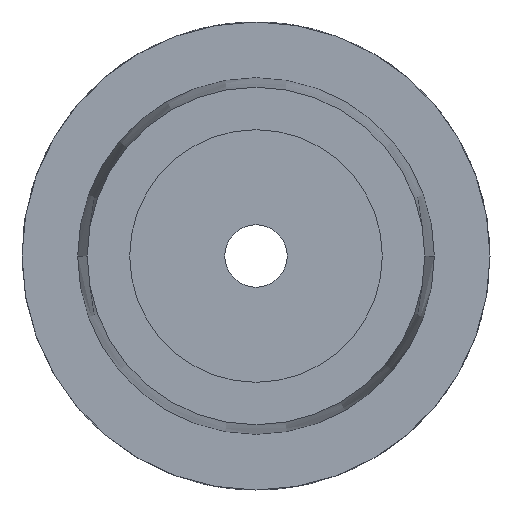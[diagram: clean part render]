
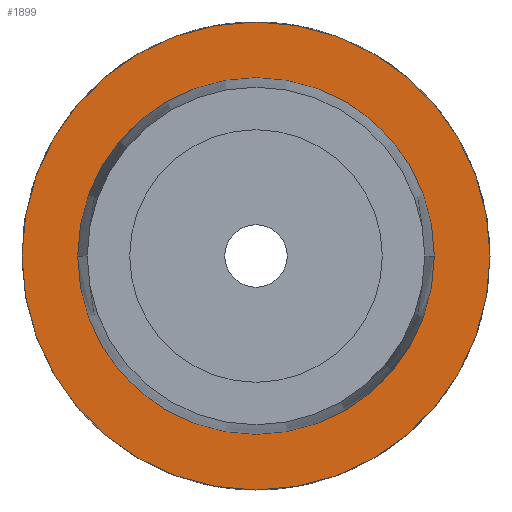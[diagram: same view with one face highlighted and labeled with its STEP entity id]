
A CAD part, left-side view. The second image highlights one B-rep face of the part: STEP entity #1899.
In plain terms, the highlighted planar face has unit normal (-1, 0, 0).
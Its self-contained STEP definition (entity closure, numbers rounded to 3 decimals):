
#425=CARTESIAN_POINT('',(0.,0.,0.));
#426=DIRECTION('',(1.,0.,0.));
#427=DIRECTION('',(0.,1.,0.));
#428=AXIS2_PLACEMENT_3D('',#425,#426,#427);
#447=CARTESIAN_POINT('',(0.,0.,0.));
#448=DIRECTION('',(-1.,0.,0.));
#449=DIRECTION('',(0.,1.,0.));
#450=AXIS2_PLACEMENT_3D('',#447,#448,#449);
#455=CARTESIAN_POINT('',(0.,0.,0.));
#456=DIRECTION('',(1.,0.,0.));
#457=DIRECTION('',(0.,1.,0.));
#458=AXIS2_PLACEMENT_3D('',#455,#456,#457);
#463=CARTESIAN_POINT('',(0.,0.,0.));
#464=DIRECTION('',(-1.,0.,0.));
#465=DIRECTION('',(0.,1.,0.));
#466=AXIS2_PLACEMENT_3D('',#463,#464,#465);
#1290=CARTESIAN_POINT('',(0.,31.5,0.));
#1292=VERTEX_POINT('',#1290);
#1293=CARTESIAN_POINT('',(0.,24.005,0.));
#1295=VERTEX_POINT('',#1293);
#1298=CARTESIAN_POINT('',(0.,-31.5,0.));
#1300=VERTEX_POINT('',#1298);
#1301=CARTESIAN_POINT('',(0.,-24.005,0.));
#1303=VERTEX_POINT('',#1301);
#1884=CARTESIAN_POINT('',(0.,0.,0.));
#1885=DIRECTION('',(1.,0.,0.));
#1886=DIRECTION('',(0.,-1.,0.));
#1887=AXIS2_PLACEMENT_3D('',#1884,#1885,#1886);
#1888=PLANE('',#1887);
#1890=ORIENTED_EDGE('',*,*,#1889,.T.);
#1892=ORIENTED_EDGE('',*,*,#1891,.F.);
#1893=EDGE_LOOP('',(#1890,#1892));
#1894=FACE_OUTER_BOUND('',#1893,.F.);
#1895=ORIENTED_EDGE('',*,*,#1879,.T.);
#1896=ORIENTED_EDGE('',*,*,#1863,.F.);
#1897=EDGE_LOOP('',(#1895,#1896));
#1898=FACE_BOUND('',#1897,.F.);
#429=CIRCLE('',#428,24.005);
#451=CIRCLE('',#450,24.005);
#459=CIRCLE('',#458,31.5);
#467=CIRCLE('',#466,31.5);
#1863=EDGE_CURVE('',#1295,#1303,#429,.T.);
#1879=EDGE_CURVE('',#1295,#1303,#451,.T.);
#1889=EDGE_CURVE('',#1292,#1300,#459,.T.);
#1891=EDGE_CURVE('',#1292,#1300,#467,.T.);
#1899=ADVANCED_FACE('',(#1894,#1898),#1888,.F.);
